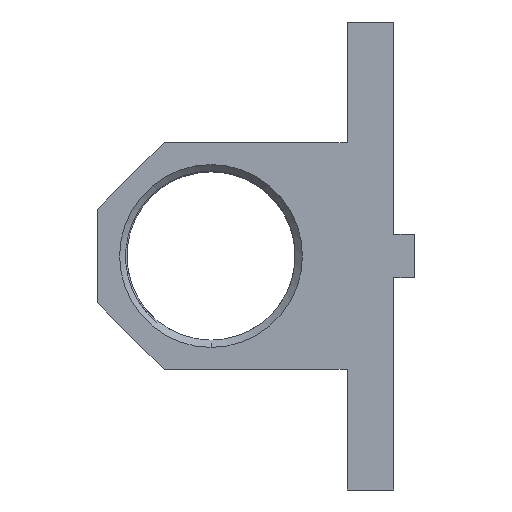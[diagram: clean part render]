
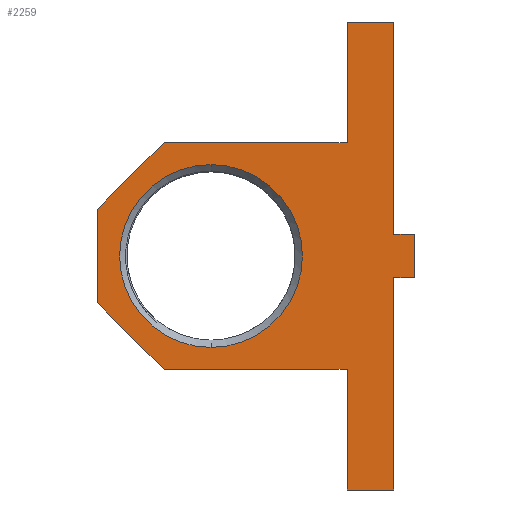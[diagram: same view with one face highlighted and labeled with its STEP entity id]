
A CAD part, left-side view. The second image highlights one B-rep face of the part: STEP entity #2259.
In plain terms, the highlighted planar face has unit normal (-1, 0, 0).
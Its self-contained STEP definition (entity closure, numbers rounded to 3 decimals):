
#133 = VERTEX_POINT ( 'NONE', #3341 ) ;
#1398 = VERTEX_POINT ( 'NONE', #9009 ) ;
#1428 = EDGE_CURVE ( 'NONE', #1769, #1771, #9086, .T. ) ;
#1439 = EDGE_CURVE ( 'NONE', #1971, #1398, #9163, .T. ) ;
#1455 = VERTEX_POINT ( 'NONE', #9198 ) ;
#1456 = EDGE_CURVE ( 'NONE', #1478, #1475, #9191, .T. ) ;
#1468 = VERTEX_POINT ( 'NONE', #9234 ) ;
#1471 = VERTEX_POINT ( 'NONE', #9218 ) ;
#1475 = VERTEX_POINT ( 'NONE', #9229 ) ;
#1478 = VERTEX_POINT ( 'NONE', #9258 ) ;
#1500 = VERTEX_POINT ( 'NONE', #9281 ) ;
#1508 = EDGE_CURVE ( 'NONE', #1455, #133, #9279, .T. ) ;
#1509 = VERTEX_POINT ( 'NONE', #9259 ) ;
#1514 = EDGE_CURVE ( 'NONE', #133, #1509, #9298, .T. ) ;
#1518 = EDGE_CURVE ( 'NONE', #1468, #1471, #9273, .T. ) ;
#1769 = VERTEX_POINT ( 'NONE', #10098 ) ;
#1771 = VERTEX_POINT ( 'NONE', #10131 ) ;
#1775 = EDGE_CURVE ( 'NONE', #1771, #1769, #10128, .T. ) ;
#1939 = EDGE_CURVE ( 'NONE', #1964, #1971, #10445, .T. ) ;
#1964 = VERTEX_POINT ( 'NONE', #10500 ) ;
#1971 = VERTEX_POINT ( 'NONE', #10540 ) ;
#2164 = EDGE_CURVE ( 'NONE', #1500, #1964, #10802, .T. ) ;
#2170 = EDGE_CURVE ( 'NONE', #1471, #1455, #11271, .T. ) ;
#2199 = EDGE_CURVE ( 'NONE', #2200, #2263, #11377, .T. ) ;
#2200 = VERTEX_POINT ( 'NONE', #11325 ) ;
#2202 = ORIENTED_EDGE ( 'NONE', *, *, #1775, .T. ) ;
#2204 = EDGE_LOOP ( 'NONE', ( #2202, #2262 ) ) ;
#2205 = ORIENTED_EDGE ( 'NONE', *, *, #1518, .F. ) ;
#2214 = EDGE_CURVE ( 'NONE', #2215, #1468, #11367, .T. ) ;
#2215 = VERTEX_POINT ( 'NONE', #11358 ) ;
#2225 = EDGE_CURVE ( 'NONE', #1398, #1478, #11386, .T. ) ;
#2227 = ORIENTED_EDGE ( 'NONE', *, *, #2214, .F. ) ;
#2229 = EDGE_CURVE ( 'NONE', #1509, #1500, #11437, .T. ) ;
#2238 = ORIENTED_EDGE ( 'NONE', *, *, #1514, .F. ) ;
#2240 = ORIENTED_EDGE ( 'NONE', *, *, #2170, .F. ) ;
#2249 = EDGE_CURVE ( 'NONE', #1475, #2200, #11465, .T. ) ;
#2250 = ORIENTED_EDGE ( 'NONE', *, *, #1939, .F. ) ;
#2252 = ORIENTED_EDGE ( 'NONE', *, *, #2229, .F. ) ;
#2253 = ORIENTED_EDGE ( 'NONE', *, *, #2225, .F. ) ;
#2254 = ORIENTED_EDGE ( 'NONE', *, *, #1508, .F. ) ;
#2255 = ORIENTED_EDGE ( 'NONE', *, *, #2164, .F. ) ;
#2257 = ORIENTED_EDGE ( 'NONE', *, *, #1439, .F. ) ;
#2258 = ORIENTED_EDGE ( 'NONE', *, *, #1456, .F. ) ;
#2259 = ADVANCED_FACE ( 'NONE', ( #11425, #11409 ), #11414, .F. ) ;
#2260 = ORIENTED_EDGE ( 'NONE', *, *, #2199, .F. ) ;
#2261 = EDGE_LOOP ( 'NONE', ( #2205, #2227, #2264, #2260, #2266, #2258, #2253, #2257, #2250, #2255, #2252, #2238, #2254, #2240 ) ) ;
#2262 = ORIENTED_EDGE ( 'NONE', *, *, #1428, .T. ) ;
#2263 = VERTEX_POINT ( 'NONE', #11415 ) ;
#2264 = ORIENTED_EDGE ( 'NONE', *, *, #2265, .F. ) ;
#2265 = EDGE_CURVE ( 'NONE', #2263, #2215, #11458, .T. ) ;
#2266 = ORIENTED_EDGE ( 'NONE', *, *, #2249, .F. ) ;
#3341 = CARTESIAN_POINT ( 'NONE',  ( 0., 15.71, -7.75 ) ) ;
#9009 = CARTESIAN_POINT ( 'NONE',  ( 0., 3.2, 16. ) ) ;
#9086 = CIRCLE ( 'NONE', #9118, 6.25 ) ;
#9118 = AXIS2_PLACEMENT_3D ( 'NONE', #9177, #9176, #9175 ) ;
#9160 = DIRECTION ( 'NONE',  ( 0., 0., 1. ) ) ;
#9161 = VECTOR ( 'NONE', #9160, 1000. ) ;
#9162 = CARTESIAN_POINT ( 'NONE',  ( 0., 3.2, 16. ) ) ;
#9163 = LINE ( 'NONE', #9162, #9161 ) ;
#9175 = DIRECTION ( 'NONE',  ( 0., 0., -1. ) ) ;
#9176 = DIRECTION ( 'NONE',  ( 1., 0., 0. ) ) ;
#9177 = CARTESIAN_POINT ( 'NONE',  ( 0., 12.5, 0. ) ) ;
#9187 = DIRECTION ( 'NONE',  ( 0., 0., -1. ) ) ;
#9188 = VECTOR ( 'NONE', #9187, 1000. ) ;
#9189 = CARTESIAN_POINT ( 'NONE',  ( 0., 0., 16. ) ) ;
#9191 = LINE ( 'NONE', #9189, #9188 ) ;
#9198 = CARTESIAN_POINT ( 'NONE',  ( 0., 3.2, -7.75 ) ) ;
#9218 = CARTESIAN_POINT ( 'NONE',  ( 0., 3.2, -16. ) ) ;
#9229 = CARTESIAN_POINT ( 'NONE',  ( 0., 0., 1.475 ) ) ;
#9234 = CARTESIAN_POINT ( 'NONE',  ( 0., 0., -16. ) ) ;
#9240 = CARTESIAN_POINT ( 'NONE',  ( 0., 15.71, -7.75 ) ) ;
#9258 = CARTESIAN_POINT ( 'NONE',  ( 0., 0., 16. ) ) ;
#9259 = CARTESIAN_POINT ( 'NONE',  ( 0., 20.25, -3.21 ) ) ;
#9269 = VECTOR ( 'NONE', #9309, 1000. ) ;
#9273 = LINE ( 'NONE', #9310, #9307 ) ;
#9279 = LINE ( 'NONE', #9240, #9269 ) ;
#9281 = CARTESIAN_POINT ( 'NONE',  ( 0., 20.25, 3.21 ) ) ;
#9293 = DIRECTION ( 'NONE',  ( 0., 1., 0. ) ) ;
#9295 = DIRECTION ( 'NONE',  ( 0., 0.707, 0.707 ) ) ;
#9296 = VECTOR ( 'NONE', #9295, 1000. ) ;
#9297 = CARTESIAN_POINT ( 'NONE',  ( 0., 20.25, -3.21 ) ) ;
#9298 = LINE ( 'NONE', #9297, #9296 ) ;
#9307 = VECTOR ( 'NONE', #9293, 1000. ) ;
#9309 = DIRECTION ( 'NONE',  ( 0., 1., 0. ) ) ;
#9310 = CARTESIAN_POINT ( 'NONE',  ( 0., 3.2, -16. ) ) ;
#10075 = AXIS2_PLACEMENT_3D ( 'NONE', #10133, #10122, #10121 ) ;
#10098 = CARTESIAN_POINT ( 'NONE',  ( 0., 12.5, -6.25 ) ) ;
#10121 = DIRECTION ( 'NONE',  ( 0., 0., -1. ) ) ;
#10122 = DIRECTION ( 'NONE',  ( 1., 0., 0. ) ) ;
#10128 = CIRCLE ( 'NONE', #10075, 6.25 ) ;
#10131 = CARTESIAN_POINT ( 'NONE',  ( 0., 12.5, 6.25 ) ) ;
#10133 = CARTESIAN_POINT ( 'NONE',  ( 0., 12.5, 0. ) ) ;
#10442 = DIRECTION ( 'NONE',  ( 0., -1., 0. ) ) ;
#10443 = VECTOR ( 'NONE', #10442, 1000. ) ;
#10444 = CARTESIAN_POINT ( 'NONE',  ( 0., 3.2, 7.75 ) ) ;
#10445 = LINE ( 'NONE', #10444, #10443 ) ;
#10500 = CARTESIAN_POINT ( 'NONE',  ( 0., 15.71, 7.75 ) ) ;
#10540 = CARTESIAN_POINT ( 'NONE',  ( 0., 3.2, 7.75 ) ) ;
#10802 = LINE ( 'NONE', #10820, #10818 ) ;
#10818 = VECTOR ( 'NONE', #11026, 1000. ) ;
#10820 = CARTESIAN_POINT ( 'NONE',  ( 0., 20.25, 3.21 ) ) ;
#11026 = DIRECTION ( 'NONE',  ( 0., -0.707, 0.707 ) ) ;
#11268 = DIRECTION ( 'NONE',  ( 0., 0., 1. ) ) ;
#11269 = VECTOR ( 'NONE', #11268, 1000. ) ;
#11270 = CARTESIAN_POINT ( 'NONE',  ( 0., 3.2, -7.75 ) ) ;
#11271 = LINE ( 'NONE', #11270, #11269 ) ;
#11325 = CARTESIAN_POINT ( 'NONE',  ( 0., -1.4, 1.475 ) ) ;
#11354 = DIRECTION ( 'NONE',  ( 0., 0., -1. ) ) ;
#11355 = VECTOR ( 'NONE', #11354, 1000. ) ;
#11356 = CARTESIAN_POINT ( 'NONE',  ( 0., 0., 16. ) ) ;
#11358 = CARTESIAN_POINT ( 'NONE',  ( 0., 0., -1.475 ) ) ;
#11367 = LINE ( 'NONE', #11356, #11355 ) ;
#11370 = DIRECTION ( 'NONE',  ( 0., 0., -1. ) ) ;
#11371 = VECTOR ( 'NONE', #11370, 1000. ) ;
#11376 = CARTESIAN_POINT ( 'NONE',  ( 0., -1.4, 1.475 ) ) ;
#11377 = LINE ( 'NONE', #11376, #11371 ) ;
#11383 = DIRECTION ( 'NONE',  ( 0., -1., 0. ) ) ;
#11384 = VECTOR ( 'NONE', #11383, 1000. ) ;
#11385 = CARTESIAN_POINT ( 'NONE',  ( 0., 3.2, 16. ) ) ;
#11386 = LINE ( 'NONE', #11385, #11384 ) ;
#11397 = DIRECTION ( 'NONE',  ( 1., 0., 0. ) ) ;
#11409 = FACE_OUTER_BOUND ( 'NONE', #2261, .T. ) ;
#11414 = PLANE ( 'NONE',  #11460 ) ;
#11415 = CARTESIAN_POINT ( 'NONE',  ( 0., -1.4, -1.475 ) ) ;
#11425 = FACE_BOUND ( 'NONE', #2204, .T. ) ;
#11429 = CARTESIAN_POINT ( 'NONE',  ( 0., 20.25, -16. ) ) ;
#11434 = DIRECTION ( 'NONE',  ( 0., 0., 1. ) ) ;
#11435 = VECTOR ( 'NONE', #11434, 1000. ) ;
#11436 = CARTESIAN_POINT ( 'NONE',  ( 0., 20.25, 3.21 ) ) ;
#11437 = LINE ( 'NONE', #11436, #11435 ) ;
#11452 = DIRECTION ( 'NONE',  ( 0., 1., 0. ) ) ;
#11453 = VECTOR ( 'NONE', #11452, 1000. ) ;
#11454 = CARTESIAN_POINT ( 'NONE',  ( 0., -1.4, -1.475 ) ) ;
#11457 = DIRECTION ( 'NONE',  ( 0., 0., -1. ) ) ;
#11458 = LINE ( 'NONE', #11454, #11453 ) ;
#11460 = AXIS2_PLACEMENT_3D ( 'NONE', #11429, #11397, #11457 ) ;
#11462 = DIRECTION ( 'NONE',  ( 0., -1., 0. ) ) ;
#11463 = VECTOR ( 'NONE', #11462, 1000. ) ;
#11464 = CARTESIAN_POINT ( 'NONE',  ( 0., 0., 1.475 ) ) ;
#11465 = LINE ( 'NONE', #11464, #11463 ) ;
